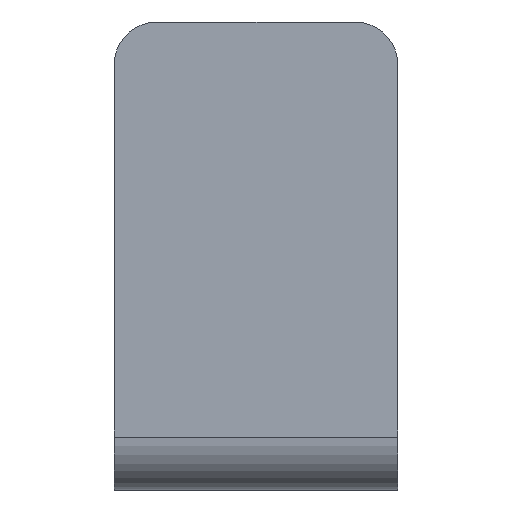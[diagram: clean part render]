
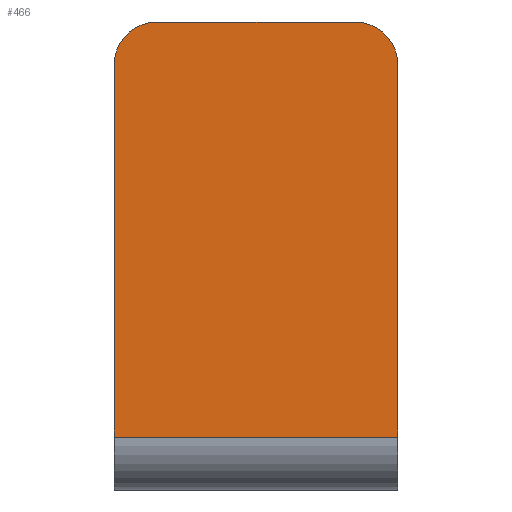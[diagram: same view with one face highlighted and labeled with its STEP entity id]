
A CAD part, front view. The second image highlights one B-rep face of the part: STEP entity #466.
In plain terms, the highlighted planar face has unit normal (0, -1, 0).
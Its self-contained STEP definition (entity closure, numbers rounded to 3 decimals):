
#6 = CARTESIAN_POINT ( 'NONE',  ( 0., -3., -29.263 ) ) ;
#10 = VERTEX_POINT ( 'NONE', #288 ) ;
#14 = DIRECTION ( 'NONE',  ( 0., 0., -1. ) ) ;
#29 = CARTESIAN_POINT ( 'NONE',  ( 17., -3., -3. ) ) ;
#39 = ORIENTED_EDGE ( 'NONE', *, *, #530, .T. ) ;
#43 = DIRECTION ( 'NONE',  ( -1., 0., 0. ) ) ;
#47 = EDGE_CURVE ( 'NONE', #10, #227, #429, .T. ) ;
#69 = DIRECTION ( 'NONE',  ( 0., 1., 0. ) ) ;
#75 = CARTESIAN_POINT ( 'NONE',  ( 20., -3., 0. ) ) ;
#76 = DIRECTION ( 'NONE',  ( 0., 0., 1. ) ) ;
#90 = LINE ( 'NONE', #302, #524 ) ;
#113 = CARTESIAN_POINT ( 'NONE',  ( 3., -3., -3. ) ) ;
#115 = AXIS2_PLACEMENT_3D ( 'NONE', #75, #69, #76 ) ;
#116 = ORIENTED_EDGE ( 'NONE', *, *, #47, .T. ) ;
#128 = VERTEX_POINT ( 'NONE', #337 ) ;
#134 = CIRCLE ( 'NONE', #376, 3. ) ;
#138 = EDGE_CURVE ( 'NONE', #128, #372, #468, .T. ) ;
#161 = VECTOR ( 'NONE', #314, 1000. ) ;
#164 = DIRECTION ( 'NONE',  ( 0., -1., 0. ) ) ;
#220 = EDGE_CURVE ( 'NONE', #10, #128, #90, .T. ) ;
#227 = VERTEX_POINT ( 'NONE', #263 ) ;
#238 = CARTESIAN_POINT ( 'NONE',  ( 0., -3., 0. ) ) ;
#245 = PLANE ( 'NONE',  #115 ) ;
#255 = ORIENTED_EDGE ( 'NONE', *, *, #280, .T. ) ;
#263 = CARTESIAN_POINT ( 'NONE',  ( 17., -3., 0. ) ) ;
#274 = CARTESIAN_POINT ( 'NONE',  ( 3., -3., 0. ) ) ;
#280 = EDGE_CURVE ( 'NONE', #227, #308, #350, .T. ) ;
#288 = CARTESIAN_POINT ( 'NONE',  ( 20., -3., -3. ) ) ;
#295 = CARTESIAN_POINT ( 'NONE',  ( 20., -3., -29.263 ) ) ;
#302 = CARTESIAN_POINT ( 'NONE',  ( 20., -3., 0. ) ) ;
#303 = EDGE_CURVE ( 'NONE', #470, #372, #369, .T. ) ;
#308 = VERTEX_POINT ( 'NONE', #274 ) ;
#314 = DIRECTION ( 'NONE',  ( -1., 0., 0. ) ) ;
#317 = CARTESIAN_POINT ( 'NONE',  ( 0., -3., -3. ) ) ;
#326 = FACE_OUTER_BOUND ( 'NONE', #533, .T. ) ;
#337 = CARTESIAN_POINT ( 'NONE',  ( 20., -3., -29.263 ) ) ;
#339 = ORIENTED_EDGE ( 'NONE', *, *, #138, .F. ) ;
#346 = ORIENTED_EDGE ( 'NONE', *, *, #303, .T. ) ;
#350 = LINE ( 'NONE', #451, #161 ) ;
#369 = LINE ( 'NONE', #238, #491 ) ;
#372 = VERTEX_POINT ( 'NONE', #6 ) ;
#376 = AXIS2_PLACEMENT_3D ( 'NONE', #113, #553, #507 ) ;
#392 = DIRECTION ( 'NONE',  ( 0., 0., -1. ) ) ;
#407 = VECTOR ( 'NONE', #43, 1000. ) ;
#429 = CIRCLE ( 'NONE', #434, 3. ) ;
#434 = AXIS2_PLACEMENT_3D ( 'NONE', #29, #164, #520 ) ;
#451 = CARTESIAN_POINT ( 'NONE',  ( 20., -3., 0. ) ) ;
#466 = ADVANCED_FACE ( 'NONE', ( #326 ), #245, .F. ) ;
#468 = LINE ( 'NONE', #295, #407 ) ;
#470 = VERTEX_POINT ( 'NONE', #317 ) ;
#491 = VECTOR ( 'NONE', #14, 1000. ) ;
#507 = DIRECTION ( 'NONE',  ( 0., 0., 1. ) ) ;
#520 = DIRECTION ( 'NONE',  ( 0., 0., 1. ) ) ;
#524 = VECTOR ( 'NONE', #392, 1000. ) ;
#530 = EDGE_CURVE ( 'NONE', #308, #470, #134, .T. ) ;
#533 = EDGE_LOOP ( 'NONE', ( #255, #39, #346, #339, #573, #116 ) ) ;
#553 = DIRECTION ( 'NONE',  ( 0., -1., 0. ) ) ;
#573 = ORIENTED_EDGE ( 'NONE', *, *, #220, .F. ) ;
